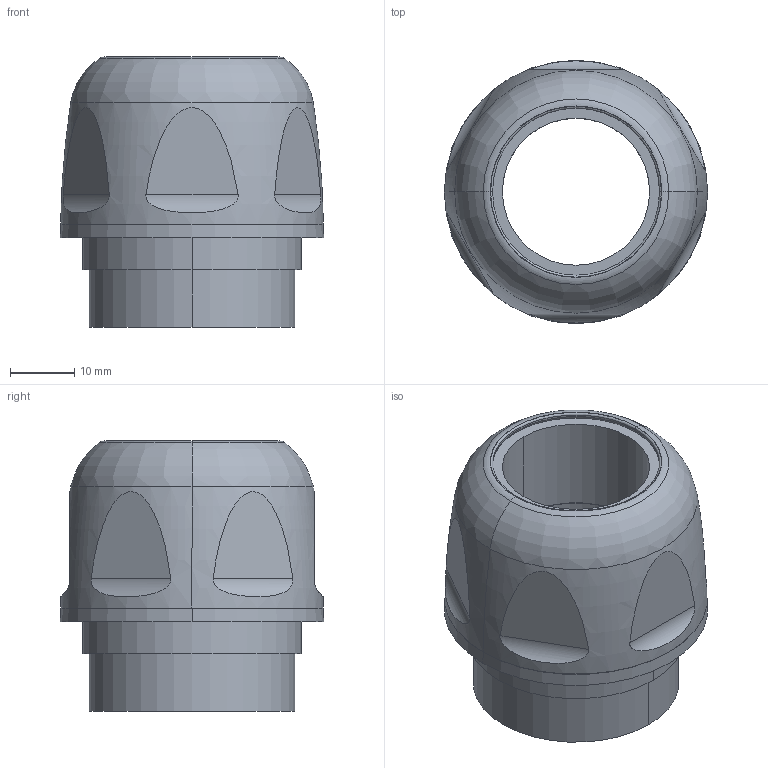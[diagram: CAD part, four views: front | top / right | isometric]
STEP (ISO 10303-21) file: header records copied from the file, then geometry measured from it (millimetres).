
FILE_DESCRIPTION(('Creo Elements/Direct Modeling STEP Export'),'2;1');
FILE_NAME('0lndrp34lfn7bav4280','2018-10-31T14:29:26',(''),(''),'PTC Creo Elements/Direct Modeling STEP processor for AP214 (Solid Model)','PTC Creo Elements/Direct Modeling 19.0E 27-Jun-2016 (C) Parametric Technology GmbH','');
FILE_SCHEMA(('AUTOMOTIVE_DESIGN { 1 0 10303 214 1 1 1 1 }'));
Length unit declared in the file: millimetre
Products named in the file (2): AH_M32IFL
Assembly tree (1 placements, depth 2):
  AH_M32IFL
    AH_M32IFL
Bounding box: 41 x 41 x 42.17 mm (x, y, z)
Volume: 26518.7 mm3; surface area: 9205.9 mm2
Topology: 1 solids, 1 shells, 43 faces, 82 edges, 52 vertices
Faces by surface type: cylinder 16, plane 13, torus 12, cone 2
Entity records: 1563 total; most frequent: CARTESIAN_POINT 357, DIRECTION 168, ORIENTED_EDGE 164, EDGE_CURVE 82, AXIS2_PLACEMENT_3D 75, EDGE_LOOP 56, VERTEX_POINT 52, COLOUR_RGB 44
